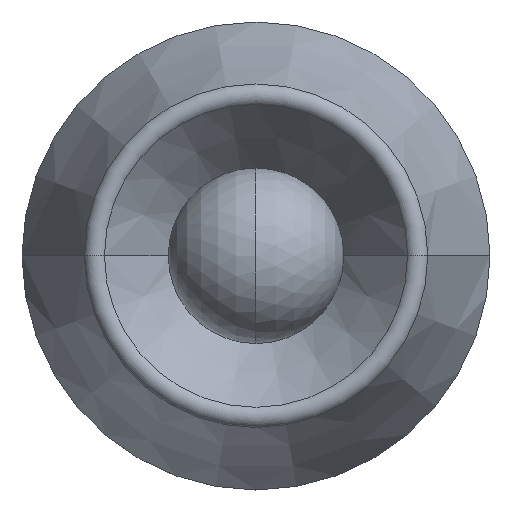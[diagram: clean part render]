
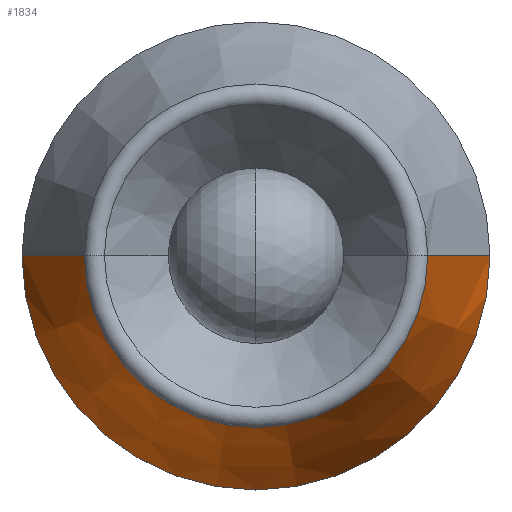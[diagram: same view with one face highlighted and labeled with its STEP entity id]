
A CAD part, top view. The second image highlights one B-rep face of the part: STEP entity #1834.
In plain terms, the highlighted conical face has half-angle 21.701 degrees and reference radius 4 mm.
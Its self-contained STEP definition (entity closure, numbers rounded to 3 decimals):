
#954 = VERTEX_POINT('',#955);
#955 = CARTESIAN_POINT('',(-4.,0.,-2.8));
#969 = CYLINDRICAL_SURFACE('',#970,4.);
#970 = AXIS2_PLACEMENT_3D('',#971,#972,#973);
#971 = CARTESIAN_POINT('',(0.,0.,0.));
#972 = DIRECTION('',(0.,0.,1.));
#973 = DIRECTION('',(1.,0.,0.));
#982 = VERTEX_POINT('',#983);
#983 = CARTESIAN_POINT('',(4.,0.,-2.8));
#998 = CONICAL_SURFACE('',#999,4.,0.379);
#999 = AXIS2_PLACEMENT_3D('',#1000,#1001,#1002);
#1000 = CARTESIAN_POINT('',(0.,0.,-2.8));
#1001 = DIRECTION('',(0.,0.,-1.));
#1002 = DIRECTION('',(-1.,0.,0.));
#1035 = VERTEX_POINT('',#1036);
#1036 = CARTESIAN_POINT('',(2.936,0.,-0.126));
#1037 = VERTEX_POINT('',#1038);
#1038 = CARTESIAN_POINT('',(-2.936,0.,
    -0.126));
#1065 = EDGE_CURVE('',#1035,#982,#1066,.T.);
#1066 = SURFACE_CURVE('',#1067,(#1071,#1078),.PCURVE_S1.);
#1067 = LINE('',#1068,#1069);
#1068 = CARTESIAN_POINT('',(4.,0.,-2.8));
#1069 = VECTOR('',#1070,1.);
#1070 = DIRECTION('',(0.37,0.,-0.929
    ));
#1071 = PCURVE('',#998,#1072);
#1072 = DEFINITIONAL_REPRESENTATION('',(#1073),#1077);
#1073 = LINE('',#1074,#1075);
#1074 = CARTESIAN_POINT('',(3.142,0.));
#1075 = VECTOR('',#1076,1.);
#1076 = DIRECTION('',(0.,1.));
#1077 = ( GEOMETRIC_REPRESENTATION_CONTEXT(2) 
PARAMETRIC_REPRESENTATION_CONTEXT() REPRESENTATION_CONTEXT('2D SPACE',''
  ) );
#1078 = PCURVE('',#1079,#1084);
#1079 = CONICAL_SURFACE('',#1080,4.,0.379);
#1080 = AXIS2_PLACEMENT_3D('',#1081,#1082,#1083);
#1081 = CARTESIAN_POINT('',(0.,0.,-2.8));
#1082 = DIRECTION('',(0.,0.,-1.));
#1083 = DIRECTION('',(-1.,0.,0.));
#1084 = DEFINITIONAL_REPRESENTATION('',(#1085),#1089);
#1085 = LINE('',#1086,#1087);
#1086 = CARTESIAN_POINT('',(3.142,0.));
#1087 = VECTOR('',#1088,1.);
#1088 = DIRECTION('',(0.,1.));
#1089 = ( GEOMETRIC_REPRESENTATION_CONTEXT(2) 
PARAMETRIC_REPRESENTATION_CONTEXT() REPRESENTATION_CONTEXT('2D SPACE',''
  ) );
#1092 = EDGE_CURVE('',#1037,#954,#1093,.T.);
#1093 = SURFACE_CURVE('',#1094,(#1098,#1105),.PCURVE_S1.);
#1094 = LINE('',#1095,#1096);
#1095 = CARTESIAN_POINT('',(-4.,0.,-2.8));
#1096 = VECTOR('',#1097,1.);
#1097 = DIRECTION('',(-0.37,0.,-0.929));
#1098 = PCURVE('',#998,#1099);
#1099 = DEFINITIONAL_REPRESENTATION('',(#1100),#1104);
#1100 = LINE('',#1101,#1102);
#1101 = CARTESIAN_POINT('',(0.,0.));
#1102 = VECTOR('',#1103,1.);
#1103 = DIRECTION('',(0.,1.));
#1104 = ( GEOMETRIC_REPRESENTATION_CONTEXT(2) 
PARAMETRIC_REPRESENTATION_CONTEXT() REPRESENTATION_CONTEXT('2D SPACE',''
  ) );
#1105 = PCURVE('',#1079,#1106);
#1106 = DEFINITIONAL_REPRESENTATION('',(#1107),#1111);
#1107 = LINE('',#1108,#1109);
#1108 = CARTESIAN_POINT('',(6.283,0.));
#1109 = VECTOR('',#1110,1.);
#1110 = DIRECTION('',(0.,1.));
#1111 = ( GEOMETRIC_REPRESENTATION_CONTEXT(2) 
PARAMETRIC_REPRESENTATION_CONTEXT() REPRESENTATION_CONTEXT('2D SPACE',''
  ) );
#1134 = TOROIDAL_SURFACE('',#1135,2.75,0.2);
#1135 = AXIS2_PLACEMENT_3D('',#1136,#1137,#1138);
#1136 = CARTESIAN_POINT('',(0.,0.,-0.2));
#1137 = DIRECTION('',(0.,0.,1.));
#1138 = DIRECTION('',(1.,0.,0.));
#1811 = EDGE_CURVE('',#1037,#1035,#1812,.T.);
#1812 = SURFACE_CURVE('',#1813,(#1818,#1825),.PCURVE_S1.);
#1813 = CIRCLE('',#1814,2.936);
#1814 = AXIS2_PLACEMENT_3D('',#1815,#1816,#1817);
#1815 = CARTESIAN_POINT('',(0.,0.,-0.126));
#1816 = DIRECTION('',(0.,0.,1.));
#1817 = DIRECTION('',(1.,0.,0.));
#1818 = PCURVE('',#1134,#1819);
#1819 = DEFINITIONAL_REPRESENTATION('',(#1820),#1824);
#1820 = LINE('',#1821,#1822);
#1821 = CARTESIAN_POINT('',(0.,0.379));
#1822 = VECTOR('',#1823,1.);
#1823 = DIRECTION('',(1.,0.));
#1824 = ( GEOMETRIC_REPRESENTATION_CONTEXT(2) 
PARAMETRIC_REPRESENTATION_CONTEXT() REPRESENTATION_CONTEXT('2D SPACE',''
  ) );
#1825 = PCURVE('',#1079,#1826);
#1826 = DEFINITIONAL_REPRESENTATION('',(#1827),#1831);
#1827 = LINE('',#1828,#1829);
#1828 = CARTESIAN_POINT('',(9.425,-2.674));
#1829 = VECTOR('',#1830,1.);
#1830 = DIRECTION('',(-1.,0.));
#1831 = ( GEOMETRIC_REPRESENTATION_CONTEXT(2) 
PARAMETRIC_REPRESENTATION_CONTEXT() REPRESENTATION_CONTEXT('2D SPACE',''
  ) );
#1834 = ADVANCED_FACE('',(#1835),#1079,.T.);
#1835 = FACE_BOUND('',#1836,.T.);
#1836 = EDGE_LOOP('',(#1837,#1838,#1839,#1840));
#1837 = ORIENTED_EDGE('',*,*,#1065,.F.);
#1838 = ORIENTED_EDGE('',*,*,#1811,.F.);
#1839 = ORIENTED_EDGE('',*,*,#1092,.T.);
#1840 = ORIENTED_EDGE('',*,*,#1841,.T.);
#1841 = EDGE_CURVE('',#954,#982,#1842,.T.);
#1842 = SURFACE_CURVE('',#1843,(#1848,#1855),.PCURVE_S1.);
#1843 = CIRCLE('',#1844,4.);
#1844 = AXIS2_PLACEMENT_3D('',#1845,#1846,#1847);
#1845 = CARTESIAN_POINT('',(0.,0.,-2.8));
#1846 = DIRECTION('',(0.,0.,1.));
#1847 = DIRECTION('',(1.,0.,0.));
#1848 = PCURVE('',#1079,#1849);
#1849 = DEFINITIONAL_REPRESENTATION('',(#1850),#1854);
#1850 = LINE('',#1851,#1852);
#1851 = CARTESIAN_POINT('',(9.425,0.));
#1852 = VECTOR('',#1853,1.);
#1853 = DIRECTION('',(-1.,0.));
#1854 = ( GEOMETRIC_REPRESENTATION_CONTEXT(2) 
PARAMETRIC_REPRESENTATION_CONTEXT() REPRESENTATION_CONTEXT('2D SPACE',''
  ) );
#1855 = PCURVE('',#969,#1856);
#1856 = DEFINITIONAL_REPRESENTATION('',(#1857),#1861);
#1857 = LINE('',#1858,#1859);
#1858 = CARTESIAN_POINT('',(0.,-2.8));
#1859 = VECTOR('',#1860,1.);
#1860 = DIRECTION('',(1.,0.));
#1861 = ( GEOMETRIC_REPRESENTATION_CONTEXT(2) 
PARAMETRIC_REPRESENTATION_CONTEXT() REPRESENTATION_CONTEXT('2D SPACE',''
  ) );
